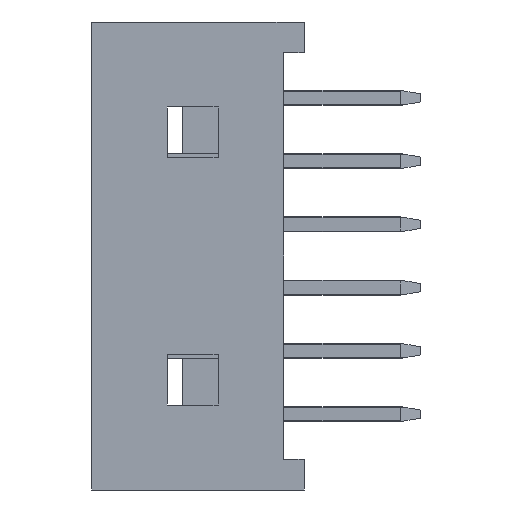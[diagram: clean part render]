
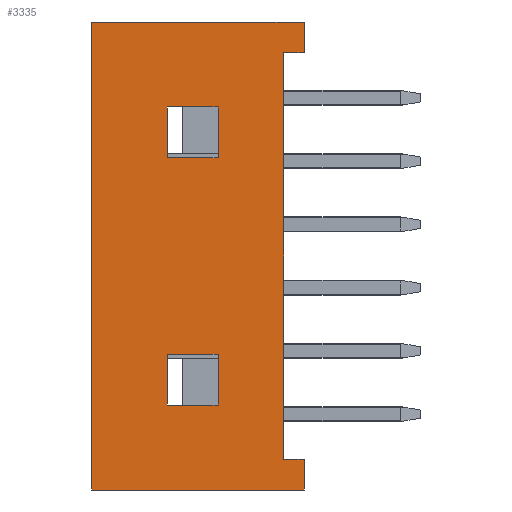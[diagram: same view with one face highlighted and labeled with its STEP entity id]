
A CAD part, front view. The second image highlights one B-rep face of the part: STEP entity #3335.
In plain terms, the highlighted planar face has unit normal (0, -1, 0).
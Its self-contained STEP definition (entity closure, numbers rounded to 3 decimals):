
#13=FACE_BOUND('',#348,.T.);
#14=FACE_BOUND('',#349,.T.);
#161=FACE_OUTER_BOUND('',#347,.T.);
#347=EDGE_LOOP('',(#2283,#2284,#2285,#2286,#2287,#2288,#2289,#2290));
#348=EDGE_LOOP('',(#2291,#2292,#2293,#2294));
#349=EDGE_LOOP('',(#2295,#2296,#2297,#2298));
#571=LINE('',#4831,#989);
#572=LINE('',#4833,#990);
#573=LINE('',#4835,#991);
#574=LINE('',#4837,#992);
#575=LINE('',#4839,#993);
#576=LINE('',#4841,#994);
#577=LINE('',#4843,#995);
#578=LINE('',#4844,#996);
#579=LINE('',#4847,#997);
#580=LINE('',#4849,#998);
#581=LINE('',#4851,#999);
#582=LINE('',#4852,#1000);
#583=LINE('',#4855,#1001);
#584=LINE('',#4857,#1002);
#585=LINE('',#4859,#1003);
#586=LINE('',#4860,#1004);
#989=VECTOR('',#3893,1000.);
#990=VECTOR('',#3894,1000.);
#991=VECTOR('',#3895,1000.);
#992=VECTOR('',#3896,1000.);
#993=VECTOR('',#3897,1000.);
#994=VECTOR('',#3898,1000.);
#995=VECTOR('',#3899,1000.);
#996=VECTOR('',#3900,1000.);
#997=VECTOR('',#3901,1000.);
#998=VECTOR('',#3902,1000.);
#999=VECTOR('',#3903,1000.);
#1000=VECTOR('',#3904,1000.);
#1001=VECTOR('',#3905,1000.);
#1002=VECTOR('',#3906,1000.);
#1003=VECTOR('',#3907,1000.);
#1004=VECTOR('',#3908,1000.);
#1399=VERTEX_POINT('',#4829);
#1400=VERTEX_POINT('',#4830);
#1401=VERTEX_POINT('',#4832);
#1402=VERTEX_POINT('',#4834);
#1403=VERTEX_POINT('',#4836);
#1404=VERTEX_POINT('',#4838);
#1405=VERTEX_POINT('',#4840);
#1406=VERTEX_POINT('',#4842);
#1407=VERTEX_POINT('',#4845);
#1408=VERTEX_POINT('',#4846);
#1409=VERTEX_POINT('',#4848);
#1410=VERTEX_POINT('',#4850);
#1411=VERTEX_POINT('',#4853);
#1412=VERTEX_POINT('',#4854);
#1413=VERTEX_POINT('',#4856);
#1414=VERTEX_POINT('',#4858);
#1737=EDGE_CURVE('',#1399,#1400,#571,.T.);
#1738=EDGE_CURVE('',#1400,#1401,#572,.T.);
#1739=EDGE_CURVE('',#1401,#1402,#573,.T.);
#1740=EDGE_CURVE('',#1403,#1402,#574,.T.);
#1741=EDGE_CURVE('',#1403,#1404,#575,.T.);
#1742=EDGE_CURVE('',#1404,#1405,#576,.T.);
#1743=EDGE_CURVE('',#1405,#1406,#577,.T.);
#1744=EDGE_CURVE('',#1399,#1406,#578,.T.);
#1745=EDGE_CURVE('',#1407,#1408,#579,.T.);
#1746=EDGE_CURVE('',#1408,#1409,#580,.T.);
#1747=EDGE_CURVE('',#1409,#1410,#581,.T.);
#1748=EDGE_CURVE('',#1410,#1407,#582,.T.);
#1749=EDGE_CURVE('',#1411,#1412,#583,.T.);
#1750=EDGE_CURVE('',#1412,#1413,#584,.T.);
#1751=EDGE_CURVE('',#1413,#1414,#585,.T.);
#1752=EDGE_CURVE('',#1414,#1411,#586,.T.);
#2283=ORIENTED_EDGE('',*,*,#1737,.T.);
#2284=ORIENTED_EDGE('',*,*,#1738,.T.);
#2285=ORIENTED_EDGE('',*,*,#1739,.T.);
#2286=ORIENTED_EDGE('',*,*,#1740,.F.);
#2287=ORIENTED_EDGE('',*,*,#1741,.T.);
#2288=ORIENTED_EDGE('',*,*,#1742,.T.);
#2289=ORIENTED_EDGE('',*,*,#1743,.T.);
#2290=ORIENTED_EDGE('',*,*,#1744,.F.);
#2291=ORIENTED_EDGE('',*,*,#1745,.T.);
#2292=ORIENTED_EDGE('',*,*,#1746,.T.);
#2293=ORIENTED_EDGE('',*,*,#1747,.T.);
#2294=ORIENTED_EDGE('',*,*,#1748,.T.);
#2295=ORIENTED_EDGE('',*,*,#1749,.T.);
#2296=ORIENTED_EDGE('',*,*,#1750,.T.);
#2297=ORIENTED_EDGE('',*,*,#1751,.T.);
#2298=ORIENTED_EDGE('',*,*,#1752,.T.);
#3169=PLANE('',#3553);
#3335=ADVANCED_FACE('',(#161,#13,#14),#3169,.T.);
#3553=AXIS2_PLACEMENT_3D('',#4828,#3891,#3892);
#3891=DIRECTION('center_axis',(0.,-1.,0.));
#3892=DIRECTION('ref_axis',(0.,0.,-1.));
#3893=DIRECTION('',(-1.,0.,0.));
#3894=DIRECTION('',(0.,0.,1.));
#3895=DIRECTION('',(1.,0.,0.));
#3896=DIRECTION('',(0.,0.,-1.));
#3897=DIRECTION('',(-1.,0.,0.));
#3898=DIRECTION('',(0.,0.,-1.));
#3899=DIRECTION('',(1.,0.,0.));
#3900=DIRECTION('',(0.,0.,-1.));
#3901=DIRECTION('',(0.,0.,-1.));
#3902=DIRECTION('',(-1.,0.,0.));
#3903=DIRECTION('',(0.,0.,1.));
#3904=DIRECTION('',(1.,0.,0.));
#3905=DIRECTION('',(0.,0.,-1.));
#3906=DIRECTION('',(-1.,0.,0.));
#3907=DIRECTION('',(0.,0.,1.));
#3908=DIRECTION('',(1.,0.,0.));
#4828=CARTESIAN_POINT('Origin',(0.,0.,0.));
#4829=CARTESIAN_POINT('',(4.2,0.,-8.64));
#4830=CARTESIAN_POINT('',(3.8,0.,-8.64));
#4831=CARTESIAN_POINT('',(4.2,0.,-8.64));
#4832=CARTESIAN_POINT('',(3.8,0.,-0.61));
#4833=CARTESIAN_POINT('',(3.8,0.,0.));
#4834=CARTESIAN_POINT('',(4.2,0.,-0.61));
#4835=CARTESIAN_POINT('',(4.2,0.,-0.61));
#4836=CARTESIAN_POINT('',(4.2,0.,0.));
#4837=CARTESIAN_POINT('',(4.2,0.,0.));
#4838=CARTESIAN_POINT('',(0.,0.,0.));
#4839=CARTESIAN_POINT('',(0.,0.,0.));
#4840=CARTESIAN_POINT('',(0.,0.,-9.25));
#4841=CARTESIAN_POINT('',(0.,0.,0.));
#4842=CARTESIAN_POINT('',(4.2,0.,-9.25));
#4843=CARTESIAN_POINT('',(0.,0.,-9.25));
#4844=CARTESIAN_POINT('',(4.2,0.,0.));
#4845=CARTESIAN_POINT('',(2.5,0.,-6.57));
#4846=CARTESIAN_POINT('',(2.5,0.,-7.57));
#4847=CARTESIAN_POINT('',(2.5,0.,0.));
#4848=CARTESIAN_POINT('',(1.5,0.,-7.57));
#4849=CARTESIAN_POINT('',(0.,0.,-7.57));
#4850=CARTESIAN_POINT('',(1.5,0.,-6.57));
#4851=CARTESIAN_POINT('',(1.5,0.,0.));
#4852=CARTESIAN_POINT('',(0.,0.,-6.57));
#4853=CARTESIAN_POINT('',(2.5,0.,-1.68));
#4854=CARTESIAN_POINT('',(2.5,0.,-2.68));
#4855=CARTESIAN_POINT('',(2.5,0.,0.));
#4856=CARTESIAN_POINT('',(1.5,0.,-2.68));
#4857=CARTESIAN_POINT('',(0.,0.,-2.68));
#4858=CARTESIAN_POINT('',(1.5,0.,-1.68));
#4859=CARTESIAN_POINT('',(1.5,0.,0.));
#4860=CARTESIAN_POINT('',(0.,0.,-1.68));
